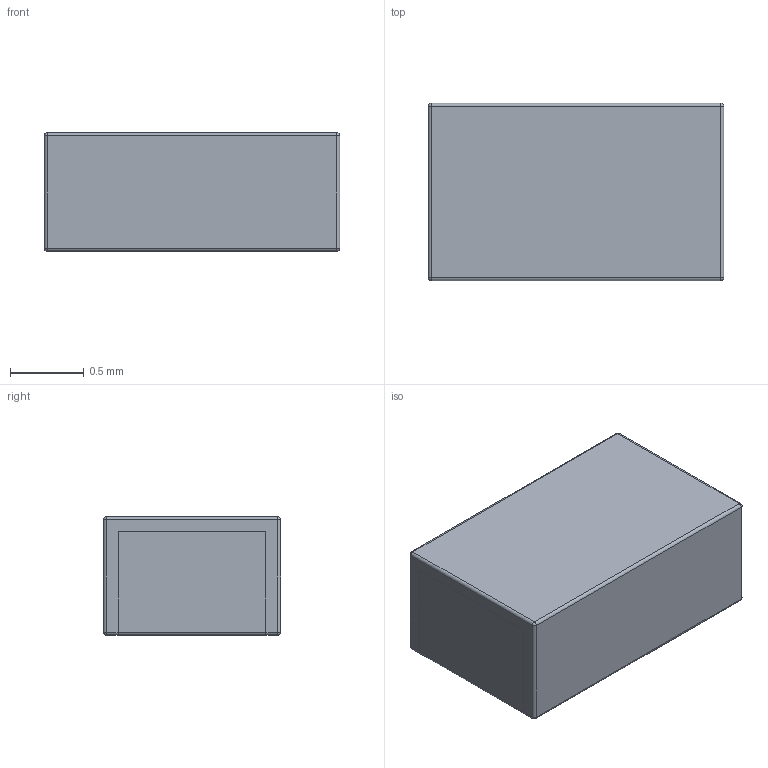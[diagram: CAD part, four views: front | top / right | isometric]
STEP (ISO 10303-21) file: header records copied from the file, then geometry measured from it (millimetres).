
FILE_DESCRIPTION(('FreeCAD Model'),'2;1');
FILE_NAME('Open CASCADE Shape Model','2025-02-19T20:28:12',(''),(''), 'Open CASCADE STEP processor 7.8','FreeCAD','Unknown');
FILE_SCHEMA(('AUTOMOTIVE_DESIGN { 1 0 10303 214 1 1 1 1 }'));
Length unit declared in the file: millimetre
Products named in the file (5): DFE21CC_EL; Body; Pins002; Pins; Pins001
Assembly tree (4 placements, depth 3):
  DFE21CC_EL
    Body
    Pins002
      Pins
      Pins001
Bounding box: 2 x 1.2 x 0.8 mm (x, y, z)
Volume: 1.9 mm3; surface area: 15 mm2
Topology: 3 solids, 3 shells, 58 faces, 140 edges, 80 vertices
Faces by surface type: plane 34, cylinder 16, sphere 8
Entity records: 1706 total; most frequent: DIRECTION 290, CARTESIAN_POINT 275, ORIENTED_EDGE 264, EDGE_CURVE 132, LINE 100, VECTOR 100, AXIS2_PLACEMENT_3D 95, VERTEX_POINT 80
